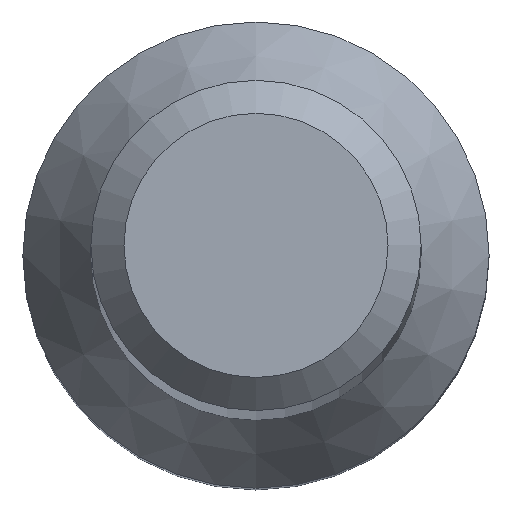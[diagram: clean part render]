
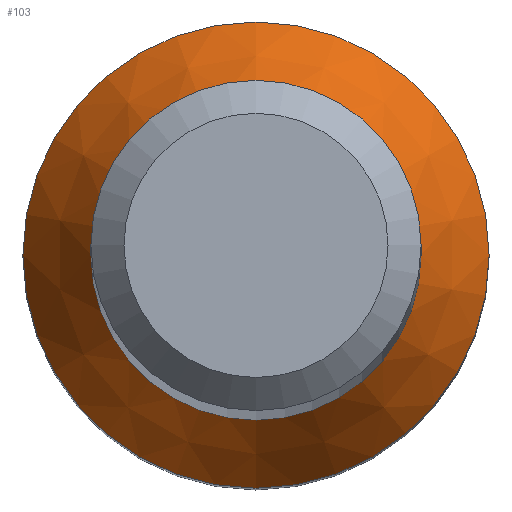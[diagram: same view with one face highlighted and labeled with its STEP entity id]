
A CAD part, top view. The second image highlights one B-rep face of the part: STEP entity #103.
In plain terms, the highlighted conical face has half-angle 30 degrees and reference radius 2.824 mm.
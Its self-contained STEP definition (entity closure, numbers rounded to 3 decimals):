
#3 = DIRECTION ( 'NONE',  ( 0., 0., -1. ) ) ;
#16 = DIRECTION ( 'NONE',  ( 0., 1., 0. ) ) ;
#40 = DIRECTION ( 'NONE',  ( 0., 0., -1. ) ) ;
#43 = FACE_BOUND ( 'NONE', #91, .T. ) ;
#44 = VERTEX_POINT ( 'NONE', #75 ) ;
#51 = CARTESIAN_POINT ( 'NONE',  ( 0., 2., 13.992 ) ) ;
#54 = EDGE_CURVE ( 'NONE', #211, #211, #167, .T. ) ;
#57 = DIRECTION ( 'NONE',  ( 0., 0., -1. ) ) ;
#68 = EDGE_CURVE ( 'NONE', #44, #44, #164, .T. ) ;
#75 = CARTESIAN_POINT ( 'NONE',  ( 0., 2.824, 12.565 ) ) ;
#79 = FACE_OUTER_BOUND ( 'NONE', #216, .T. ) ;
#84 = DIRECTION ( 'NONE',  ( 0., 1., 0. ) ) ;
#91 = EDGE_LOOP ( 'NONE', ( #134 ) ) ;
#101 = CARTESIAN_POINT ( 'NONE',  ( 0., 0., 12.565 ) ) ;
#103 = ADVANCED_FACE ( 'NONE', ( #43, #79 ), #210, .T. ) ;
#106 = AXIS2_PLACEMENT_3D ( 'NONE', #156, #57, #16 ) ;
#123 = CARTESIAN_POINT ( 'NONE',  ( 0., 0., 13.992 ) ) ;
#134 = ORIENTED_EDGE ( 'NONE', *, *, #54, .T. ) ;
#135 = AXIS2_PLACEMENT_3D ( 'NONE', #101, #3, #223 ) ;
#156 = CARTESIAN_POINT ( 'NONE',  ( 0., 0., 12.565 ) ) ;
#164 = CIRCLE ( 'NONE', #135, 2.824 ) ;
#167 = CIRCLE ( 'NONE', #217, 2. ) ;
#169 = ORIENTED_EDGE ( 'NONE', *, *, #68, .F. ) ;
#210 = CONICAL_SURFACE ( 'NONE', #106, 2.824, 0.524 ) ;
#211 = VERTEX_POINT ( 'NONE', #51 ) ;
#216 = EDGE_LOOP ( 'NONE', ( #169 ) ) ;
#217 = AXIS2_PLACEMENT_3D ( 'NONE', #123, #40, #84 ) ;
#223 = DIRECTION ( 'NONE',  ( 0., 1., 0. ) ) ;
